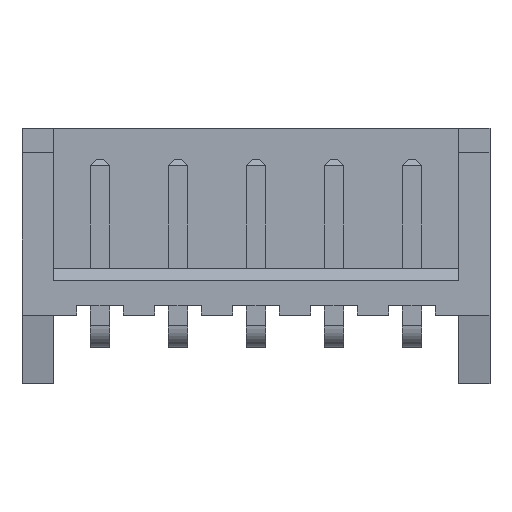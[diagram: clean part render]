
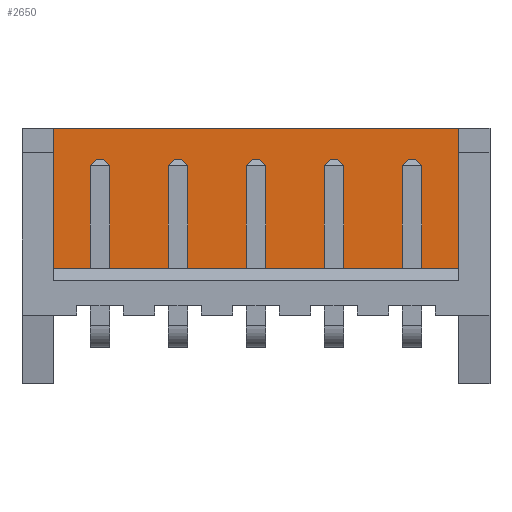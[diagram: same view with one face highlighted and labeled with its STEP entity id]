
A CAD part, top view. The second image highlights one B-rep face of the part: STEP entity #2650.
In plain terms, the highlighted planar face has unit normal (0, 0, 1).
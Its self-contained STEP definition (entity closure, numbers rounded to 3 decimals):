
#70 = PLANE('',#71);
#71 = AXIS2_PLACEMENT_3D('',#72,#73,#74);
#72 = CARTESIAN_POINT('',(-2.5,6.7,2.2));
#73 = DIRECTION('',(0.,-1.,0.));
#74 = DIRECTION('',(0.,0.,-1.));
#124 = PLANE('',#125);
#125 = AXIS2_PLACEMENT_3D('',#126,#127,#128);
#126 = CARTESIAN_POINT('',(11.5,2.2,2.6));
#127 = DIRECTION('',(0.,-1.,0.));
#128 = DIRECTION('',(-1.,0.,0.));
#470 = VERTEX_POINT('',#471);
#471 = CARTESIAN_POINT('',(-2.05,2.2,0.85));
#485 = PLANE('',#486);
#486 = AXIS2_PLACEMENT_3D('',#487,#488,#489);
#487 = CARTESIAN_POINT('',(-2.05,6.7,0.85));
#488 = DIRECTION('',(-1.,0.,0.));
#489 = DIRECTION('',(0.,0.,1.));
#497 = EDGE_CURVE('',#498,#470,#500,.T.);
#498 = VERTEX_POINT('',#499);
#499 = CARTESIAN_POINT('',(12.05,2.2,0.85));
#500 = SURFACE_CURVE('',#501,(#505,#512),.PCURVE_S1.);
#501 = LINE('',#502,#503);
#502 = CARTESIAN_POINT('',(12.05,2.2,0.85));
#503 = VECTOR('',#504,1.);
#504 = DIRECTION('',(-1.,0.,0.));
#505 = PCURVE('',#124,#506);
#506 = DEFINITIONAL_REPRESENTATION('',(#507),#511);
#507 = LINE('',#508,#509);
#508 = CARTESIAN_POINT('',(-0.55,1.75));
#509 = VECTOR('',#510,1.);
#510 = DIRECTION('',(1.,0.));
#511 = ( GEOMETRIC_REPRESENTATION_CONTEXT(2)
PARAMETRIC_REPRESENTATION_CONTEXT() REPRESENTATION_CONTEXT('2D SPACE',''
) );
#512 = PCURVE('',#513,#518);
#513 = PLANE('',#514);
#514 = AXIS2_PLACEMENT_3D('',#515,#516,#517);
#515 = CARTESIAN_POINT('',(12.05,6.7,0.85));
#516 = DIRECTION('',(0.,0.,-1.));
#517 = DIRECTION('',(-1.,0.,0.));
#518 = DEFINITIONAL_REPRESENTATION('',(#519),#523);
#519 = LINE('',#520,#521);
#520 = CARTESIAN_POINT('',(0.,-4.5));
#521 = VECTOR('',#522,1.);
#522 = DIRECTION('',(1.,0.));
#523 = ( GEOMETRIC_REPRESENTATION_CONTEXT(2)
PARAMETRIC_REPRESENTATION_CONTEXT() REPRESENTATION_CONTEXT('2D SPACE',''
) );
#541 = PLANE('',#542);
#542 = AXIS2_PLACEMENT_3D('',#543,#544,#545);
#543 = CARTESIAN_POINT('',(12.05,6.7,1.35));
#544 = DIRECTION('',(1.,0.,0.));
#545 = DIRECTION('',(0.,0.,-1.));
#1526 = VERTEX_POINT('',#1527);
#1527 = CARTESIAN_POINT('',(-2.05,6.7,0.85));
#1548 = EDGE_CURVE('',#1549,#1526,#1551,.T.);
#1549 = VERTEX_POINT('',#1550);
#1550 = CARTESIAN_POINT('',(12.05,6.7,0.85));
#1551 = SURFACE_CURVE('',#1552,(#1556,#1563),.PCURVE_S1.);
#1552 = LINE('',#1553,#1554);
#1553 = CARTESIAN_POINT('',(12.05,6.7,0.85));
#1554 = VECTOR('',#1555,1.);
#1555 = DIRECTION('',(-1.,0.,0.));
#1556 = PCURVE('',#70,#1557);
#1557 = DEFINITIONAL_REPRESENTATION('',(#1558),#1562);
#1558 = LINE('',#1559,#1560);
#1559 = CARTESIAN_POINT('',(1.35,14.55));
#1560 = VECTOR('',#1561,1.);
#1561 = DIRECTION('',(0.,-1.));
#1562 = ( GEOMETRIC_REPRESENTATION_CONTEXT(2)
PARAMETRIC_REPRESENTATION_CONTEXT() REPRESENTATION_CONTEXT('2D SPACE',''
) );
#1563 = PCURVE('',#513,#1564);
#1564 = DEFINITIONAL_REPRESENTATION('',(#1565),#1569);
#1565 = LINE('',#1566,#1567);
#1566 = CARTESIAN_POINT('',(0.,0.));
#1567 = VECTOR('',#1568,1.);
#1568 = DIRECTION('',(1.,0.));
#1569 = ( GEOMETRIC_REPRESENTATION_CONTEXT(2)
PARAMETRIC_REPRESENTATION_CONTEXT() REPRESENTATION_CONTEXT('2D SPACE',''
) );
#2604 = EDGE_CURVE('',#1549,#498,#2605,.T.);
#2605 = SURFACE_CURVE('',#2606,(#2610,#2617),.PCURVE_S1.);
#2606 = LINE('',#2607,#2608);
#2607 = CARTESIAN_POINT('',(12.05,6.7,0.85));
#2608 = VECTOR('',#2609,1.);
#2609 = DIRECTION('',(0.,-1.,0.));
#2610 = PCURVE('',#541,#2611);
#2611 = DEFINITIONAL_REPRESENTATION('',(#2612),#2616);
#2612 = LINE('',#2613,#2614);
#2613 = CARTESIAN_POINT('',(0.5,0.));
#2614 = VECTOR('',#2615,1.);
#2615 = DIRECTION('',(0.,-1.));
#2616 = ( GEOMETRIC_REPRESENTATION_CONTEXT(2)
PARAMETRIC_REPRESENTATION_CONTEXT() REPRESENTATION_CONTEXT('2D SPACE',''
) );
#2617 = PCURVE('',#513,#2618);
#2618 = DEFINITIONAL_REPRESENTATION('',(#2619),#2623);
#2619 = LINE('',#2620,#2621);
#2620 = CARTESIAN_POINT('',(0.,0.));
#2621 = VECTOR('',#2622,1.);
#2622 = DIRECTION('',(0.,-1.));
#2623 = ( GEOMETRIC_REPRESENTATION_CONTEXT(2)
PARAMETRIC_REPRESENTATION_CONTEXT() REPRESENTATION_CONTEXT('2D SPACE',''
) );
#2650 = ADVANCED_FACE('',(#2651),#513,.F.);
#2651 = FACE_BOUND('',#2652,.F.);
#2652 = EDGE_LOOP('',(#2653,#2654,#2655,#2676));
#2653 = ORIENTED_EDGE('',*,*,#2604,.T.);
#2654 = ORIENTED_EDGE('',*,*,#497,.T.);
#2655 = ORIENTED_EDGE('',*,*,#2656,.F.);
#2656 = EDGE_CURVE('',#1526,#470,#2657,.T.);
#2657 = SURFACE_CURVE('',#2658,(#2662,#2669),.PCURVE_S1.);
#2658 = LINE('',#2659,#2660);
#2659 = CARTESIAN_POINT('',(-2.05,6.7,0.85));
#2660 = VECTOR('',#2661,1.);
#2661 = DIRECTION('',(0.,-1.,0.));
#2662 = PCURVE('',#513,#2663);
#2663 = DEFINITIONAL_REPRESENTATION('',(#2664),#2668);
#2664 = LINE('',#2665,#2666);
#2665 = CARTESIAN_POINT('',(14.1,0.));
#2666 = VECTOR('',#2667,1.);
#2667 = DIRECTION('',(0.,-1.));
#2668 = ( GEOMETRIC_REPRESENTATION_CONTEXT(2)
PARAMETRIC_REPRESENTATION_CONTEXT() REPRESENTATION_CONTEXT('2D SPACE',''
) );
#2669 = PCURVE('',#485,#2670);
#2670 = DEFINITIONAL_REPRESENTATION('',(#2671),#2675);
#2671 = LINE('',#2672,#2673);
#2672 = CARTESIAN_POINT('',(0.,0.));
#2673 = VECTOR('',#2674,1.);
#2674 = DIRECTION('',(0.,-1.));
#2675 = ( GEOMETRIC_REPRESENTATION_CONTEXT(2)
PARAMETRIC_REPRESENTATION_CONTEXT() REPRESENTATION_CONTEXT('2D SPACE',''
) );
#2676 = ORIENTED_EDGE('',*,*,#1548,.F.);
